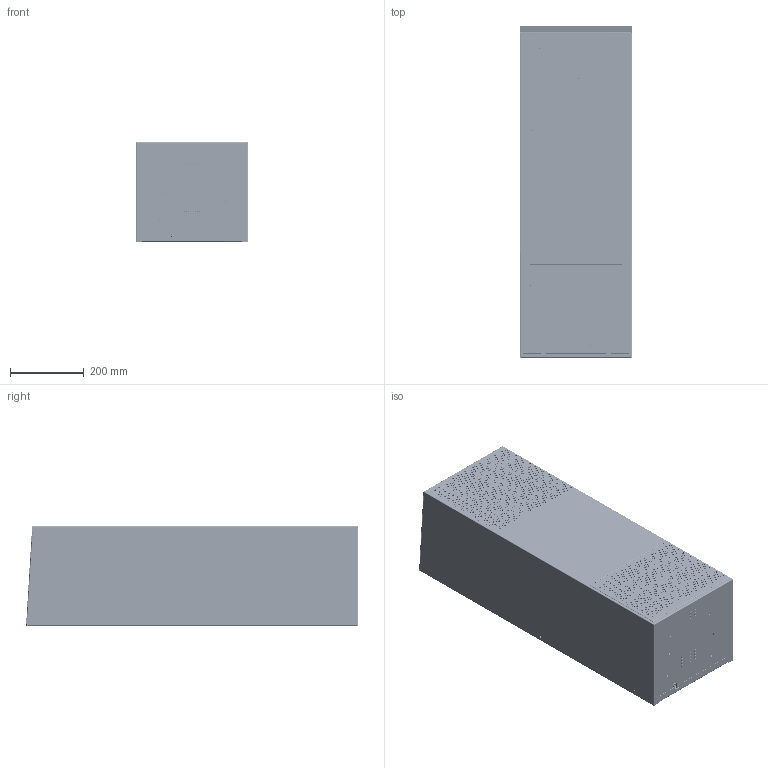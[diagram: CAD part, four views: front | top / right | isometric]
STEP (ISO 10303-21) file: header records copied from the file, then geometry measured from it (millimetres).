
FILE_DESCRIPTION((''),'2;1');
FILE_NAME('OC5710_ASM_ASM','2015-04-08T',('glennz'),(''),'PRO/ENGINEER BY PARAMETRIC TECHNOLOGY CORPORATION, 2010430','PRO/ENGINEER BY PARAMETRIC TECHNOLOGY CORPORATION, 2010430','');
FILE_SCHEMA(('AUTOMOTIVE_DESIGN_CC2 { 1 2 10303 214 -1 1 5 2 }'));
Products named in the file (32): OC5710_HOUSING_1; POPNUT_M6_HEX_CLOSED_1; POPNUT_M4_HEX_CLOSED_STEEL_1; POPNUT_M4_HEX_OPEN_STEEL_1; OC5710_HOUSING_MANUF_ASSY_ASM_1_ASM; KG4310_CONNECTOR_BRACKET_1; WAGO_723-609_019-000_1; KG-4315_CONNECTOR_BRKT_ASM_1_ASM; DRAIN_FITTING_BRBD_BRBD_2_1; CAREL_PJEZS0GB00_1; OC57XX_CAREL_BRACKET_1; OC57XX_CAREL_CONTROLLER_ASM_1_ASM; OC5710_HOUSING_ASSY_ASM_1_ASM; OC5710_INTERNAL_FAN_BRACKET_1; OC5710_INTERNAL_FAN_MANUF_ASSY__ASM; OC5710_INTERNAL_INTAKE_1; POPNUT_M8_HEX_OPEN_STEEL_1; OC5710_INT_INTAKE_MNF_ASM_1_ASM; OC5710_INTERNAL_FAN_ASSY_ASM_1_ASM; OC5710_COVER_1; EARTH_LUG_6_3_DOUBLE_WELD_1; OC5710_MESH_COVER_OUTLET_1; OC5710_COVER_MANUF_ASSY_ASM_1_ASM; OC5710_FILTER_COVER_1; OC5710_MESH_COVER_INLET_1; OC5710_FILTER_COVER_ASM_1_ASM; OC5710_COVER_ASSY_ASM_1_ASM; OC5705_8_9_10_COMP_BRKT_GL_1; OC5705_8_9_COMPRESSOR_BRKT_ASSY_ASM; OC5705_8_9_COMPRESSOR_ASSEMBLY__ASM; OC5710_COMPLETE_ASSEMBLY_ASM_ASM; OC5710_ASM_ASM
Assembly tree (56 placements, depth 5):
  OC5710_ASM_ASM
    OC5710_COMPLETE_ASSEMBLY_ASM_ASM
      OC5710_HOUSING_ASSY_ASM_1_ASM
        OC5710_HOUSING_MANUF_ASSY_ASM_1_ASM
          OC5710_HOUSING_1
          POPNUT_M6_HEX_CLOSED_1  x8
          POPNUT_M4_HEX_CLOSED_STEEL_1  x6
          POPNUT_M4_HEX_OPEN_STEEL_1  x8
        KG-4315_CONNECTOR_BRKT_ASM_1_ASM
          KG4310_CONNECTOR_BRACKET_1
          WAGO_723-609_019-000_1
        DRAIN_FITTING_BRBD_BRBD_2_1
        OC57XX_CAREL_CONTROLLER_ASM_1_ASM
          CAREL_PJEZS0GB00_1
          OC57XX_CAREL_BRACKET_1
      OC5710_INTERNAL_FAN_ASSY_ASM_1_ASM
        OC5710_INTERNAL_FAN_MANUF_ASSY__ASM
          OC5710_INTERNAL_FAN_BRACKET_1
          POPNUT_M4_HEX_OPEN_STEEL_1  x4
        OC5710_INT_INTAKE_MNF_ASM_1_ASM
          OC5710_INTERNAL_INTAKE_1
          POPNUT_M8_HEX_OPEN_STEEL_1
      OC5710_COVER_ASSY_ASM_1_ASM
        OC5710_COVER_MANUF_ASSY_ASM_1_ASM
          OC5710_COVER_1
          EARTH_LUG_6_3_DOUBLE_WELD_1
          OC5710_MESH_COVER_OUTLET_1
          POPNUT_M4_HEX_OPEN_STEEL_1  x2
        OC5710_FILTER_COVER_ASM_1_ASM
          OC5710_FILTER_COVER_1
          OC5710_MESH_COVER_INLET_1
      OC5705_8_9_COMPRESSOR_ASSEMBLY__ASM
        OC5705_8_9_COMPRESSOR_BRKT_ASSY_ASM
          OC5705_8_9_10_COMP_BRKT_GL_1
Bounding box: 304 x 900.13 x 272.6 mm (x, y, z)
Volume: 2135019.3 mm3; surface area: 3628831.7 mm2
Topology: 43 solids, 66 shells, 6717 faces, 18855 edges, 12307 vertices
Faces by surface type: cylinder 4268, plane 2210, cone 164, bspline 59, torus 14, extrusion 2
Entity records: 246355 total; most frequent: CARTESIAN_POINT 38731, DIRECTION 36419, ORIENTED_EDGE 33246, EDGE_CURVE 16629, AXIS2_PLACEMENT_3D 14095, VERTEX_POINT 10926, EDGE_LOOP 9975, VECTOR 8229
